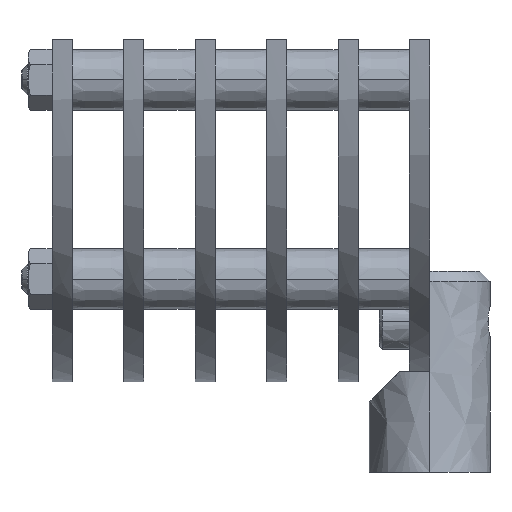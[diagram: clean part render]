
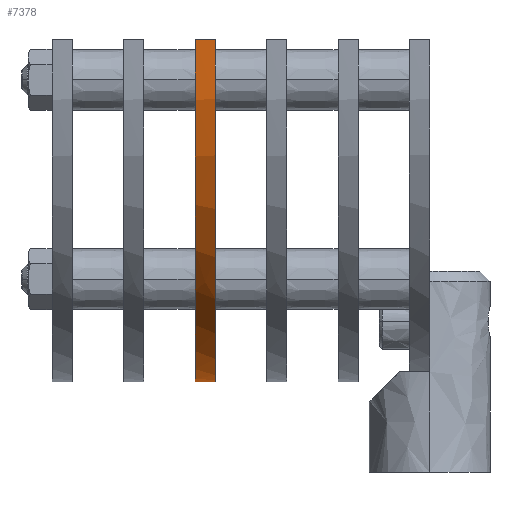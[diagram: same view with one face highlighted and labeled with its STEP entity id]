
A CAD part, left-side view. The second image highlights one B-rep face of the part: STEP entity #7378.
In plain terms, the highlighted free-form (B-spline) face has degree [2, 2] with [3, 3] control points.
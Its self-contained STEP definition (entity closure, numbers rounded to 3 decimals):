
#113 = CARTESIAN_POINT ( 'NONE',  ( 0., 21.3, 9. ) ) ;
#192 = B_SPLINE_CURVE_WITH_KNOTS ( 'NONE', 2,
 ( #20207, #14962, #13571 ),
 .UNSPECIFIED., .F., .F.,
 ( 3, 3 ),
 ( 0., 1. ),
 .UNSPECIFIED. ) ;
#712 = CARTESIAN_POINT ( 'NONE',  ( -8.92, 21.3, 10.081 ) ) ;
#857 = CARTESIAN_POINT ( 'NONE',  ( -15.253, 21.3, 12.418 ) ) ;
#1453 = B_SPLINE_CURVE_WITH_KNOTS ( 'NONE', 3,
 ( #4066, #18985, #9036, #15580, #10652, #20778, #20919, #4270, #5778, #2471, #7619, #3990, #857, #10859, #712, #2609, #4133, #15881 ),
 .UNSPECIFIED., .F., .F.,
 ( 4, 2, 2, 2, 2, 2, 2, 2, 4 ),
 ( 0., 0.125, 0.25, 0.375, 0.5, 0.625, 0.75, 0.875, 1. ),
 .UNSPECIFIED. ) ;
#2471 = CARTESIAN_POINT ( 'NONE',  ( -22.775, 21.3, 17.328 ) ) ;
#2609 = CARTESIAN_POINT ( 'NONE',  ( -4.491, 21.3, 9.216 ) ) ;
#3338 =( BOUNDED_SURFACE ( )  B_SPLINE_SURFACE ( 2, 2, ( 
 ( #113, #3539, #9895 ),
 ( #21642, #20382, #8796 ),
 ( #11994, #3822, #10559 ) ),
 .UNSPECIFIED., .F., .F., .F. ) 
 B_SPLINE_SURFACE_WITH_KNOTS ( ( 3, 3 ),
 ( 3, 3 ),
 ( 0., 1. ),
 ( 0., 1. ),
 .UNSPECIFIED. ) 
 GEOMETRIC_REPRESENTATION_ITEM ( )  RATIONAL_B_SPLINE_SURFACE ( (
 ( 1., 1., 1.),
 ( 0.717, 0.717, 0.717),
 ( 1., 1., 1.) ) ) 
 REPRESENTATION_ITEM ( '' )  SURFACE ( )  );
#3539 = CARTESIAN_POINT ( 'NONE',  ( 0., 22.3, 9. ) ) ;
#3822 = CARTESIAN_POINT ( 'NONE',  ( -34.986, 22.3, 43. ) ) ;
#3990 = CARTESIAN_POINT ( 'NONE',  ( -17.243, 21.3, 13.459 ) ) ;
#4066 = CARTESIAN_POINT ( 'NONE',  ( -34.986, 21.3, 43. ) ) ;
#4133 = CARTESIAN_POINT ( 'NONE',  ( -2.256, 21.3, 9. ) ) ;
#4270 = CARTESIAN_POINT ( 'NONE',  ( -27.463, 21.3, 22.185 ) ) ;
#5394 = CARTESIAN_POINT ( 'NONE',  ( 0., 23.3, 9. ) ) ;
#5682 = VERTEX_POINT ( 'NONE', #14530 ) ;
#5778 = CARTESIAN_POINT ( 'NONE',  ( -26.011, 21.3, 20.473 ) ) ;
#6229 = EDGE_CURVE ( 'NONE', #7703, #6919, #1453, .T. ) ;
#6919 = VERTEX_POINT ( 'NONE', #7100 ) ;
#7100 = CARTESIAN_POINT ( 'NONE',  ( 0., 21.3, 9. ) ) ;
#7135 = CARTESIAN_POINT ( 'NONE',  ( -34.986, 23.3, 43. ) ) ;
#7378 = ADVANCED_FACE ( 'NONE', ( #10036 ), #3338, .T. ) ;
#7619 = CARTESIAN_POINT ( 'NONE',  ( -21.021, 21.3, 15.925 ) ) ;
#7703 = VERTEX_POINT ( 'NONE', #13211 ) ;
#7793 = VERTEX_POINT ( 'NONE', #12396 ) ;
#8261 =( BOUNDED_CURVE ( )  B_SPLINE_CURVE ( 2, ( #7135, #18801, #5394 ),
 .UNSPECIFIED., .F., .F. ) 
 B_SPLINE_CURVE_WITH_KNOTS ( ( 3, 3 ),
 ( -1., 0. ),
 .UNSPECIFIED. ) 
 CURVE ( )  GEOMETRIC_REPRESENTATION_ITEM ( )  RATIONAL_B_SPLINE_CURVE ( ( 1., 0.717, 1. ) ) 
 REPRESENTATION_ITEM ( '' )  );
#8796 = CARTESIAN_POINT ( 'NONE',  ( -34.014, 23.3, 9. ) ) ;
#9036 = CARTESIAN_POINT ( 'NONE',  ( -34.641, 21.3, 38.517 ) ) ;
#9163 = ORIENTED_EDGE ( 'NONE', *, *, #15397, .T. ) ;
#9895 = CARTESIAN_POINT ( 'NONE',  ( 0., 23.3, 9. ) ) ;
#10036 = FACE_OUTER_BOUND ( 'NONE', #14014, .T. ) ;
#10521 = B_SPLINE_CURVE_WITH_KNOTS ( 'NONE', 2,
 ( #19454, #17669, #21157 ),
 .UNSPECIFIED., .F., .F.,
 ( 3, 3 ),
 ( 0., 1. ),
 .UNSPECIFIED. ) ;
#10559 = CARTESIAN_POINT ( 'NONE',  ( -34.986, 23.3, 43. ) ) ;
#10652 = CARTESIAN_POINT ( 'NONE',  ( -32.949, 21.3, 31.982 ) ) ;
#10859 = CARTESIAN_POINT ( 'NONE',  ( -11.072, 21.3, 10.721 ) ) ;
#11305 = EDGE_CURVE ( 'NONE', #6919, #5682, #192, .T. ) ;
#11994 = CARTESIAN_POINT ( 'NONE',  ( -34.986, 21.3, 43. ) ) ;
#12172 = ORIENTED_EDGE ( 'NONE', *, *, #20579, .T. ) ;
#12396 = CARTESIAN_POINT ( 'NONE',  ( -34.986, 23.3, 43. ) ) ;
#12967 = ORIENTED_EDGE ( 'NONE', *, *, #6229, .F. ) ;
#13211 = CARTESIAN_POINT ( 'NONE',  ( -34.986, 21.3, 43. ) ) ;
#13571 = CARTESIAN_POINT ( 'NONE',  ( 0., 23.3, 9. ) ) ;
#14014 = EDGE_LOOP ( 'NONE', ( #9163, #14393, #12967, #12172 ) ) ;
#14393 = ORIENTED_EDGE ( 'NONE', *, *, #11305, .F. ) ;
#14530 = CARTESIAN_POINT ( 'NONE',  ( 0., 23.3, 9. ) ) ;
#14962 = CARTESIAN_POINT ( 'NONE',  ( 0., 22.3, 9. ) ) ;
#15397 = EDGE_CURVE ( 'NONE', #7793, #5682, #8261, .T. ) ;
#15580 = CARTESIAN_POINT ( 'NONE',  ( -33.651, 21.3, 34.115 ) ) ;
#15881 = CARTESIAN_POINT ( 'NONE',  ( 0., 21.3, 9. ) ) ;
#17669 = CARTESIAN_POINT ( 'NONE',  ( -34.986, 22.3, 43. ) ) ;
#18801 = CARTESIAN_POINT ( 'NONE',  ( -34.014, 23.3, 9. ) ) ;
#18985 = CARTESIAN_POINT ( 'NONE',  ( -34.921, 21.3, 40.745 ) ) ;
#19454 = CARTESIAN_POINT ( 'NONE',  ( -34.986, 21.3, 43. ) ) ;
#20207 = CARTESIAN_POINT ( 'NONE',  ( 0., 21.3, 9. ) ) ;
#20382 = CARTESIAN_POINT ( 'NONE',  ( -34.014, 22.3, 9. ) ) ;
#20579 = EDGE_CURVE ( 'NONE', #7703, #7793, #10521, .T. ) ;
#20778 = CARTESIAN_POINT ( 'NONE',  ( -31.134, 21.3, 27.851 ) ) ;
#20919 = CARTESIAN_POINT ( 'NONE',  ( -30.036, 21.3, 25.892 ) ) ;
#21157 = CARTESIAN_POINT ( 'NONE',  ( -34.986, 23.3, 43. ) ) ;
#21642 = CARTESIAN_POINT ( 'NONE',  ( -34.014, 21.3, 9. ) ) ;
